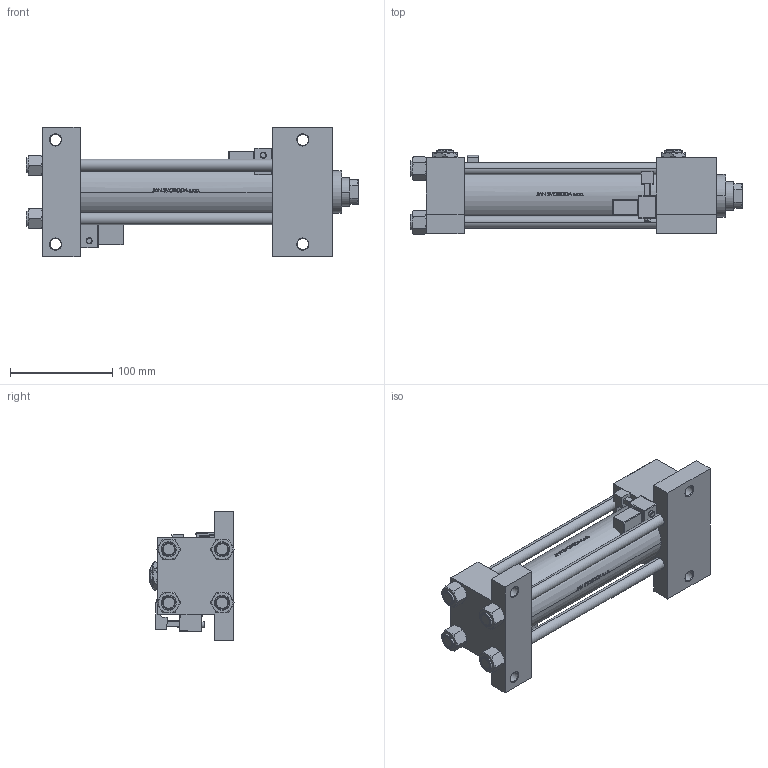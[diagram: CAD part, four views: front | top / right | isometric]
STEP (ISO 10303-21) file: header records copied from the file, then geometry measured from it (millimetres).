
FILE_DESCRIPTION (( 'STEP AP203' ), '1' );
FILE_NAME ('c7e5.STEP', '2023-08-23T15:18:15', ( '' ), ( '' ), 'SwSTEP 2.0', 'SolidWorks 2019', '' );
FILE_SCHEMA (( 'CONFIG_CONTROL_DESIGN' ));
Length unit declared in the file: millimetre
Products named in the file (8): V215CR_G_TYCINKA 0e548f0f497ed7d27c0425f3c5309cd1; c7e5; V215CR_VCP_G 0e548f0f497ed7d27c0425f3c5309cd1; Zatka_pro_OIL_PORT 0e548f0f497ed7d27c0425f3c5309cd1; V215_VC_A 0e548f0f497ed7d27c0425f3c5309cd1; V215CR_MSU 0e548f0f497ed7d27c0425f3c5309cd1; NUT_M5_G 0e548f0f497ed7d27c0425f3c5309cd1; V215CR_G_Body 0e548f0f497ed7d27c0425f3c5309cd1
Assembly tree (15 placements, depth 2):
  c7e5
    V215CR_G_Body 0e548f0f497ed7d27c0425f3c5309cd1
    V215CR_VCP_G 0e548f0f497ed7d27c0425f3c5309cd1
    V215CR_G_TYCINKA 0e548f0f497ed7d27c0425f3c5309cd1  x4
    NUT_M5_G 0e548f0f497ed7d27c0425f3c5309cd1  x4
    V215_VC_A 0e548f0f497ed7d27c0425f3c5309cd1
    V215CR_MSU 0e548f0f497ed7d27c0425f3c5309cd1  x2
    Zatka_pro_OIL_PORT 0e548f0f497ed7d27c0425f3c5309cd1  x2
Bounding box: 325 x 82.27 x 127 mm (x, y, z)
Volume: 1018287.7 mm3; surface area: 252537.7 mm2
Topology: 15 solids, 15 shells, 1326 faces, 3302 edges, 2075 vertices
Faces by surface type: plane 534, bspline 380, cone 184, cylinder 184, sphere 24, torus 20
Entity records: 51137 total; most frequent: CARTESIAN_POINT 26682, ORIENTED_EDGE 5522, DIRECTION 3599, EDGE_CURVE 2761, VERTEX_POINT 1777, VECTOR 1427, LINE 1427, EDGE_LOOP 1194
